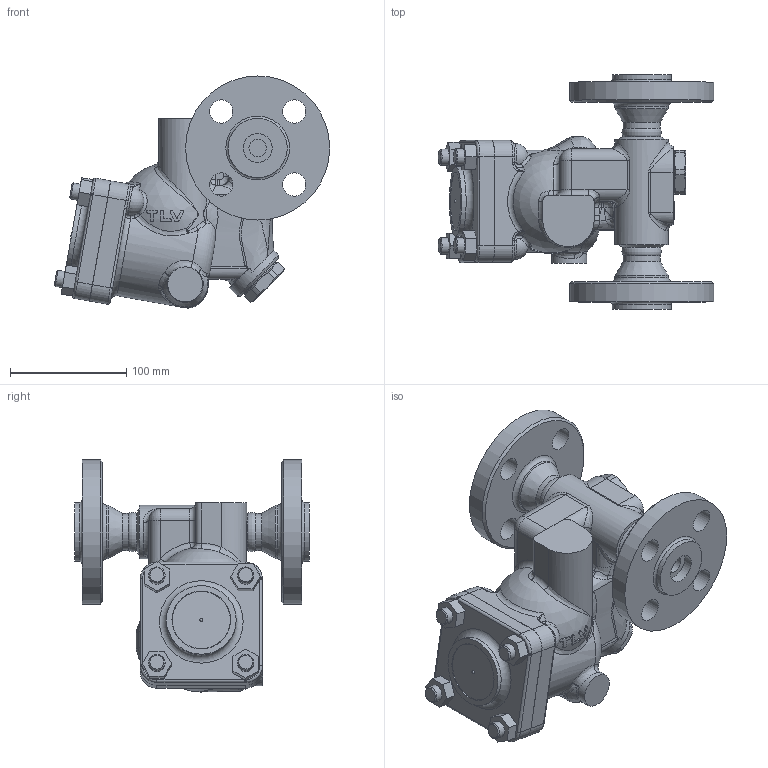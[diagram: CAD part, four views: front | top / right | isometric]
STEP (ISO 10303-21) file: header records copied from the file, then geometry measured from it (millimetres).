
FILE_DESCRIPTION(/* description */ (''),/* implementation_level */ '2;1');
FILE_NAME(/* name */ 'sh5nl-025-a0600-00.stp',/* time_stamp */ '2021-03-25T10:54:38+09:00',/* author */ ('nakaot'),/* organization */ (''),/* preprocessor_version */ 'ST-DEVELOPER v18',/* originating_system */ 'Autodesk Inventor 2020',/* authorisation */ '');
FILE_SCHEMA (('AUTOMOTIVE_DESIGN { 1 0 10303 214 3 1 1 }'));
Length unit declared in the file: millimetre
Products named in the file (1): sh5nl-025-a0600-00
Bounding box: 237 x 202 x 199.72 mm (x, y, z)
Volume: 2151364.6 mm3; surface area: 195390.8 mm2
Topology: 1 solids, 1 shells, 460 faces, 1173 edges, 727 vertices
Faces by surface type: plane 135, bspline 127, cylinder 115, torus 48, cone 18, sphere 17
Full cylindrical faces by diameter (mm): 14 x4, 15 x2, 20 x8, 25 x2, 30 x1, 32 x2, 38 x2, 46 x1, 50 x2, 50.5 x1, 50.8 x2, 60 x1, 78.5 x1, 124 x2
Entity records: 20186 total; most frequent: CARTESIAN_POINT 9752, ORIENTED_EDGE 2318, DIRECTION 1974, EDGE_CURVE 1159, AXIS2_PLACEMENT_3D 819, VERTEX_POINT 727, EDGE_LOOP 504, CIRCLE 465
